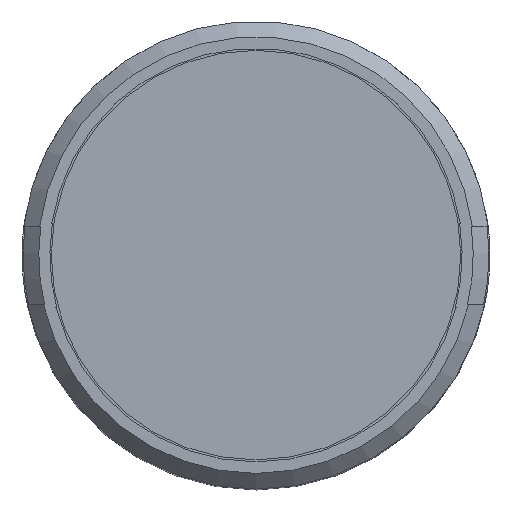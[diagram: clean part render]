
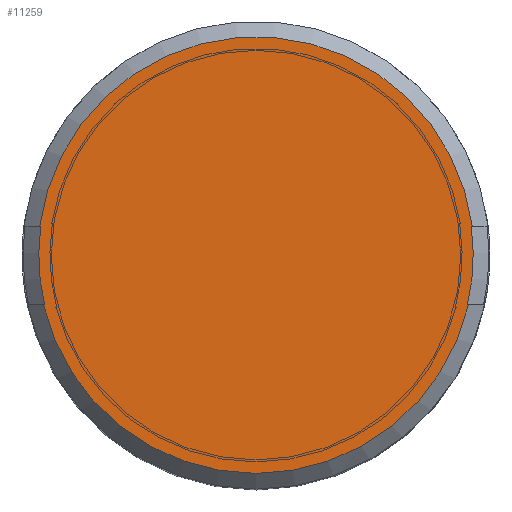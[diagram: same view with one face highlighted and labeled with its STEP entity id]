
A CAD part, top view. The second image highlights one B-rep face of the part: STEP entity #11259.
In plain terms, the highlighted planar face has unit normal (0, 0, 1).
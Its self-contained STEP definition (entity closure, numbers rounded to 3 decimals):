
#3408=CARTESIAN_POINT('',(8.227,1.1,40.));
#3469=CARTESIAN_POINT('',(-8.08,-1.9,40.));
#3489=CARTESIAN_POINT('',(-8.227,1.1,40.));
#3505=CARTESIAN_POINT('',(-8.267,1.1,40.));
#3507=CARTESIAN_POINT('',(8.267,1.1,40.));
#3514=DIRECTION('',(1.,0.,0.));
#3515=VECTOR('',#3514,0.041);
#3516=CARTESIAN_POINT('',(-8.121,-1.9,40.));
#3517=LINE('',#3516,#3515);
#3518=DIRECTION('',(1.,0.,0.));
#3519=VECTOR('',#3518,0.04);
#3520=CARTESIAN_POINT('',(-8.267,1.1,40.));
#3521=LINE('',#3520,#3519);
#3522=CARTESIAN_POINT('',(0.,0.,40.));
#3523=DIRECTION('',(0.,0.,1.));
#3524=DIRECTION('',(0.991,0.132,0.));
#3525=AXIS2_PLACEMENT_3D('',#3522,#3523,#3524);
#3527=DIRECTION('',(1.,0.,0.));
#3528=VECTOR('',#3527,0.04);
#3529=CARTESIAN_POINT('',(8.227,1.1,40.));
#3530=LINE('',#3529,#3528);
#3531=DIRECTION('',(1.,0.,0.));
#3532=VECTOR('',#3531,0.041);
#3533=CARTESIAN_POINT('',(8.08,-1.9,40.));
#3534=LINE('',#3533,#3532);
#3535=CARTESIAN_POINT('',(0.,0.,40.));
#3536=DIRECTION('',(0.,0.,1.));
#3537=DIRECTION('',(-0.974,-0.228,0.));
#3538=AXIS2_PLACEMENT_3D('',#3535,#3536,#3537);
#3540=CARTESIAN_POINT('',(0.,0.,40.));
#3541=DIRECTION('',(0.,0.,1.));
#3542=DIRECTION('',(-0.991,0.133,0.));
#3543=AXIS2_PLACEMENT_3D('',#3540,#3541,#3542);
#3555=CARTESIAN_POINT('',(0.,0.,40.));
#3556=DIRECTION('',(0.,0.,1.));
#3557=DIRECTION('',(0.973,-0.229,0.));
#3558=AXIS2_PLACEMENT_3D('',#3555,#3556,#3557);
#3569=CARTESIAN_POINT('',(8.08,-1.9,40.));
#3576=CARTESIAN_POINT('',(8.121,-1.9,40.));
#3578=CARTESIAN_POINT('',(-8.121,-1.9,40.));
#4270=VERTEX_POINT('',#3576);
#4271=VERTEX_POINT('',#3578);
#4272=VERTEX_POINT('',#3505);
#4293=VERTEX_POINT('',#3507);
#4332=VERTEX_POINT('',#3408);
#4333=VERTEX_POINT('',#3489);
#4342=VERTEX_POINT('',#3569);
#4343=VERTEX_POINT('',#3469);
#11240=CARTESIAN_POINT('',(0.,0.,40.));
#11241=DIRECTION('',(0.,0.,1.));
#11242=DIRECTION('',(1.,0.,0.));
#11243=AXIS2_PLACEMENT_3D('',#11240,#11241,#11242);
#11244=PLANE('',#11243);
#11245=ORIENTED_EDGE('',*,*,#11111,.T.);
#11247=ORIENTED_EDGE('',*,*,#11246,.F.);
#11248=ORIENTED_EDGE('',*,*,#11171,.F.);
#11249=ORIENTED_EDGE('',*,*,#11223,.F.);
#11250=ORIENTED_EDGE('',*,*,#11003,.F.);
#11252=ORIENTED_EDGE('',*,*,#11251,.F.);
#11254=ORIENTED_EDGE('',*,*,#11253,.T.);
#11256=ORIENTED_EDGE('',*,*,#11255,.F.);
#11257=EDGE_LOOP('',(#11245,#11247,#11248,#11249,#11250,#11252,#11254,#11256));
#11258=FACE_OUTER_BOUND('',#11257,.F.);
#11259=ADVANCED_FACE('',(#11258),#11244,.T.);
#3526=CIRCLE('',#3525,8.34);
#3539=CIRCLE('',#3538,8.34);
#3544=CIRCLE('',#3543,8.3);
#3559=CIRCLE('',#3558,8.3);
#11003=EDGE_CURVE('',#4332,#4293,#3530,.T.);
#11111=EDGE_CURVE('',#4271,#4343,#3517,.T.);
#11171=EDGE_CURVE('',#4272,#4333,#3521,.T.);
#11223=EDGE_CURVE('',#4293,#4272,#3526,.T.);
#11246=EDGE_CURVE('',#4333,#4343,#3544,.T.);
#11251=EDGE_CURVE('',#4342,#4332,#3559,.T.);
#11253=EDGE_CURVE('',#4342,#4270,#3534,.T.);
#11255=EDGE_CURVE('',#4271,#4270,#3539,.T.);
